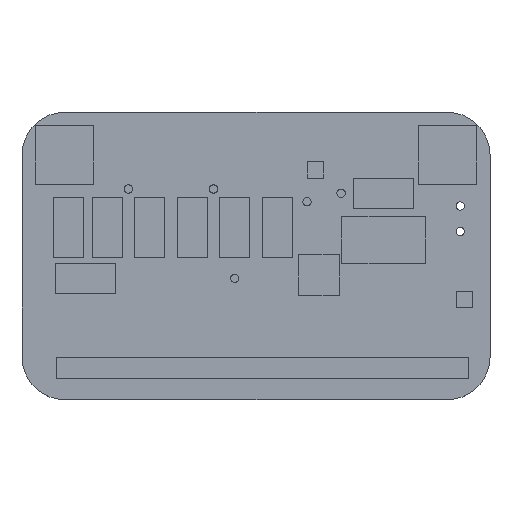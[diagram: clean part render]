
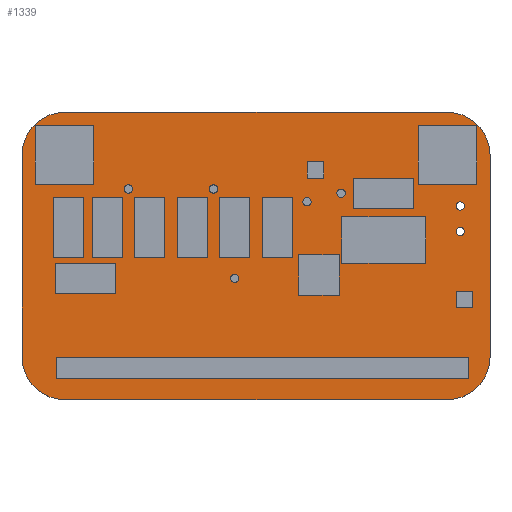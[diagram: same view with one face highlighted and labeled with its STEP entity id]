
A CAD part, top view. The second image highlights one B-rep face of the part: STEP entity #1339.
In plain terms, the highlighted planar face has unit normal (0, 0, 1).
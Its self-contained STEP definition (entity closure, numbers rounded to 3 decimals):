
#107=FACE_BOUND('',#292,.T.);
#108=FACE_BOUND('',#293,.T.);
#109=FACE_BOUND('',#294,.T.);
#110=FACE_BOUND('',#295,.T.);
#111=FACE_BOUND('',#296,.T.);
#112=FACE_BOUND('',#297,.T.);
#113=FACE_BOUND('',#298,.T.);
#114=FACE_BOUND('',#299,.T.);
#115=FACE_BOUND('',#300,.T.);
#116=FACE_BOUND('',#301,.T.);
#117=FACE_BOUND('',#302,.T.);
#118=FACE_BOUND('',#303,.T.);
#119=FACE_BOUND('',#304,.T.);
#120=FACE_BOUND('',#305,.T.);
#121=FACE_BOUND('',#306,.T.);
#122=FACE_BOUND('',#307,.T.);
#123=FACE_BOUND('',#308,.T.);
#124=FACE_BOUND('',#309,.T.);
#125=FACE_BOUND('',#310,.T.);
#149=PLANE('',#1556);
#220=FACE_OUTER_BOUND('',#291,.T.);
#291=EDGE_LOOP('',(#1040,#1041,#1042,#1043,#1044,#1045,#1046,#1047));
#292=EDGE_LOOP('',(#1048));
#293=EDGE_LOOP('',(#1049));
#294=EDGE_LOOP('',(#1050));
#295=EDGE_LOOP('',(#1051));
#296=EDGE_LOOP('',(#1052));
#297=EDGE_LOOP('',(#1053));
#298=EDGE_LOOP('',(#1054));
#299=EDGE_LOOP('',(#1055));
#300=EDGE_LOOP('',(#1056));
#301=EDGE_LOOP('',(#1057));
#302=EDGE_LOOP('',(#1058));
#303=EDGE_LOOP('',(#1059));
#304=EDGE_LOOP('',(#1060));
#305=EDGE_LOOP('',(#1061));
#306=EDGE_LOOP('',(#1062));
#307=EDGE_LOOP('',(#1063));
#308=EDGE_LOOP('',(#1064));
#309=EDGE_LOOP('',(#1065));
#310=EDGE_LOOP('',(#1066));
#394=LINE('',#2158,#513);
#398=LINE('',#2170,#517);
#402=LINE('',#2182,#521);
#406=LINE('',#2194,#525);
#513=VECTOR('',#1768,10.);
#517=VECTOR('',#1780,10.);
#521=VECTOR('',#1792,10.);
#525=VECTOR('',#1804,10.);
#612=CIRCLE('',#1485,1.25);
#614=CIRCLE('',#1488,0.5);
#616=CIRCLE('',#1491,0.5);
#618=CIRCLE('',#1494,0.5);
#620=CIRCLE('',#1497,0.25);
#622=CIRCLE('',#1500,0.5);
#624=CIRCLE('',#1503,0.25);
#626=CIRCLE('',#1506,0.25);
#628=CIRCLE('',#1509,0.25);
#630=CIRCLE('',#1512,0.25);
#632=CIRCLE('',#1515,0.25);
#634=CIRCLE('',#1518,0.25);
#636=CIRCLE('',#1521,0.5);
#638=CIRCLE('',#1524,0.5);
#640=CIRCLE('',#1527,0.5);
#642=CIRCLE('',#1530,0.5);
#644=CIRCLE('',#1533,0.5);
#646=CIRCLE('',#1536,0.5);
#648=CIRCLE('',#1539,1.25);
#650=CIRCLE('',#1543,2.54);
#652=CIRCLE('',#1547,2.54);
#654=CIRCLE('',#1551,2.54);
#656=CIRCLE('',#1555,2.54);
#658=VERTEX_POINT('',#2040);
#660=VERTEX_POINT('',#2046);
#662=VERTEX_POINT('',#2052);
#664=VERTEX_POINT('',#2058);
#666=VERTEX_POINT('',#2064);
#668=VERTEX_POINT('',#2070);
#670=VERTEX_POINT('',#2076);
#672=VERTEX_POINT('',#2082);
#674=VERTEX_POINT('',#2088);
#676=VERTEX_POINT('',#2094);
#678=VERTEX_POINT('',#2100);
#680=VERTEX_POINT('',#2106);
#682=VERTEX_POINT('',#2112);
#684=VERTEX_POINT('',#2118);
#686=VERTEX_POINT('',#2124);
#688=VERTEX_POINT('',#2130);
#690=VERTEX_POINT('',#2136);
#692=VERTEX_POINT('',#2142);
#694=VERTEX_POINT('',#2148);
#697=VERTEX_POINT('',#2155);
#698=VERTEX_POINT('',#2157);
#700=VERTEX_POINT('',#2163);
#702=VERTEX_POINT('',#2169);
#704=VERTEX_POINT('',#2175);
#706=VERTEX_POINT('',#2181);
#708=VERTEX_POINT('',#2187);
#710=VERTEX_POINT('',#2193);
#769=EDGE_CURVE('',#658,#658,#612,.T.);
#772=EDGE_CURVE('',#660,#660,#614,.T.);
#775=EDGE_CURVE('',#662,#662,#616,.T.);
#778=EDGE_CURVE('',#664,#664,#618,.T.);
#781=EDGE_CURVE('',#666,#666,#620,.T.);
#784=EDGE_CURVE('',#668,#668,#622,.T.);
#787=EDGE_CURVE('',#670,#670,#624,.T.);
#790=EDGE_CURVE('',#672,#672,#626,.T.);
#793=EDGE_CURVE('',#674,#674,#628,.T.);
#796=EDGE_CURVE('',#676,#676,#630,.T.);
#799=EDGE_CURVE('',#678,#678,#632,.T.);
#802=EDGE_CURVE('',#680,#680,#634,.T.);
#805=EDGE_CURVE('',#682,#682,#636,.T.);
#808=EDGE_CURVE('',#684,#684,#638,.T.);
#811=EDGE_CURVE('',#686,#686,#640,.T.);
#814=EDGE_CURVE('',#688,#688,#642,.T.);
#817=EDGE_CURVE('',#690,#690,#644,.T.);
#820=EDGE_CURVE('',#692,#692,#646,.T.);
#823=EDGE_CURVE('',#694,#694,#648,.T.);
#826=EDGE_CURVE('',#698,#697,#394,.T.);
#829=EDGE_CURVE('',#700,#698,#650,.T.);
#832=EDGE_CURVE('',#702,#700,#398,.T.);
#835=EDGE_CURVE('',#704,#702,#652,.T.);
#838=EDGE_CURVE('',#706,#704,#402,.T.);
#841=EDGE_CURVE('',#708,#706,#654,.T.);
#844=EDGE_CURVE('',#710,#708,#406,.T.);
#847=EDGE_CURVE('',#697,#710,#656,.T.);
#1040=ORIENTED_EDGE('',*,*,#847,.T.);
#1041=ORIENTED_EDGE('',*,*,#844,.T.);
#1042=ORIENTED_EDGE('',*,*,#841,.T.);
#1043=ORIENTED_EDGE('',*,*,#838,.T.);
#1044=ORIENTED_EDGE('',*,*,#835,.T.);
#1045=ORIENTED_EDGE('',*,*,#832,.T.);
#1046=ORIENTED_EDGE('',*,*,#829,.T.);
#1047=ORIENTED_EDGE('',*,*,#826,.T.);
#1048=ORIENTED_EDGE('',*,*,#769,.T.);
#1049=ORIENTED_EDGE('',*,*,#772,.T.);
#1050=ORIENTED_EDGE('',*,*,#775,.T.);
#1051=ORIENTED_EDGE('',*,*,#778,.T.);
#1052=ORIENTED_EDGE('',*,*,#781,.T.);
#1053=ORIENTED_EDGE('',*,*,#784,.T.);
#1054=ORIENTED_EDGE('',*,*,#787,.T.);
#1055=ORIENTED_EDGE('',*,*,#790,.T.);
#1056=ORIENTED_EDGE('',*,*,#793,.T.);
#1057=ORIENTED_EDGE('',*,*,#796,.T.);
#1058=ORIENTED_EDGE('',*,*,#799,.T.);
#1059=ORIENTED_EDGE('',*,*,#802,.T.);
#1060=ORIENTED_EDGE('',*,*,#805,.T.);
#1061=ORIENTED_EDGE('',*,*,#808,.T.);
#1062=ORIENTED_EDGE('',*,*,#811,.T.);
#1063=ORIENTED_EDGE('',*,*,#814,.T.);
#1064=ORIENTED_EDGE('',*,*,#817,.T.);
#1065=ORIENTED_EDGE('',*,*,#820,.T.);
#1066=ORIENTED_EDGE('',*,*,#823,.T.);
#1339=ADVANCED_FACE('',(#220,#107,#108,#109,#110,#111,#112,#113,#114,#115,
#116,#117,#118,#119,#120,#121,#122,#123,#124,#125),#149,.T.);
#1485=AXIS2_PLACEMENT_3D('',#2042,#1636,#1637);
#1488=AXIS2_PLACEMENT_3D('',#2048,#1643,#1644);
#1491=AXIS2_PLACEMENT_3D('',#2054,#1650,#1651);
#1494=AXIS2_PLACEMENT_3D('',#2060,#1657,#1658);
#1497=AXIS2_PLACEMENT_3D('',#2066,#1664,#1665);
#1500=AXIS2_PLACEMENT_3D('',#2072,#1671,#1672);
#1503=AXIS2_PLACEMENT_3D('',#2078,#1678,#1679);
#1506=AXIS2_PLACEMENT_3D('',#2084,#1685,#1686);
#1509=AXIS2_PLACEMENT_3D('',#2090,#1692,#1693);
#1512=AXIS2_PLACEMENT_3D('',#2096,#1699,#1700);
#1515=AXIS2_PLACEMENT_3D('',#2102,#1706,#1707);
#1518=AXIS2_PLACEMENT_3D('',#2108,#1713,#1714);
#1521=AXIS2_PLACEMENT_3D('',#2114,#1720,#1721);
#1524=AXIS2_PLACEMENT_3D('',#2120,#1727,#1728);
#1527=AXIS2_PLACEMENT_3D('',#2126,#1734,#1735);
#1530=AXIS2_PLACEMENT_3D('',#2132,#1741,#1742);
#1533=AXIS2_PLACEMENT_3D('',#2138,#1748,#1749);
#1536=AXIS2_PLACEMENT_3D('',#2144,#1755,#1756);
#1539=AXIS2_PLACEMENT_3D('',#2150,#1762,#1763);
#1543=AXIS2_PLACEMENT_3D('',#2164,#1774,#1775);
#1547=AXIS2_PLACEMENT_3D('',#2176,#1786,#1787);
#1551=AXIS2_PLACEMENT_3D('',#2188,#1798,#1799);
#1555=AXIS2_PLACEMENT_3D('',#2198,#1810,#1811);
#1556=AXIS2_PLACEMENT_3D('',#2199,#1812,#1813);
#1636=DIRECTION('center_axis',(0.,0.,-1.));
#1637=DIRECTION('ref_axis',(1.,0.,0.));
#1643=DIRECTION('center_axis',(0.,0.,-1.));
#1644=DIRECTION('ref_axis',(1.,0.,0.));
#1650=DIRECTION('center_axis',(0.,0.,-1.));
#1651=DIRECTION('ref_axis',(1.,0.,0.));
#1657=DIRECTION('center_axis',(0.,0.,-1.));
#1658=DIRECTION('ref_axis',(1.,0.,0.));
#1664=DIRECTION('center_axis',(0.,0.,-1.));
#1665=DIRECTION('ref_axis',(1.,0.,0.));
#1671=DIRECTION('center_axis',(0.,0.,-1.));
#1672=DIRECTION('ref_axis',(1.,0.,0.));
#1678=DIRECTION('center_axis',(0.,0.,-1.));
#1679=DIRECTION('ref_axis',(1.,0.,0.));
#1685=DIRECTION('center_axis',(0.,0.,-1.));
#1686=DIRECTION('ref_axis',(1.,0.,0.));
#1692=DIRECTION('center_axis',(0.,0.,-1.));
#1693=DIRECTION('ref_axis',(1.,0.,0.));
#1699=DIRECTION('center_axis',(0.,0.,-1.));
#1700=DIRECTION('ref_axis',(1.,0.,0.));
#1706=DIRECTION('center_axis',(0.,0.,-1.));
#1707=DIRECTION('ref_axis',(1.,0.,0.));
#1713=DIRECTION('center_axis',(0.,0.,-1.));
#1714=DIRECTION('ref_axis',(1.,0.,0.));
#1720=DIRECTION('center_axis',(0.,0.,-1.));
#1721=DIRECTION('ref_axis',(1.,0.,0.));
#1727=DIRECTION('center_axis',(0.,0.,-1.));
#1728=DIRECTION('ref_axis',(1.,0.,0.));
#1734=DIRECTION('center_axis',(0.,0.,-1.));
#1735=DIRECTION('ref_axis',(1.,0.,0.));
#1741=DIRECTION('center_axis',(0.,0.,-1.));
#1742=DIRECTION('ref_axis',(1.,0.,0.));
#1748=DIRECTION('center_axis',(0.,0.,-1.));
#1749=DIRECTION('ref_axis',(1.,0.,0.));
#1755=DIRECTION('center_axis',(0.,0.,-1.));
#1756=DIRECTION('ref_axis',(1.,0.,0.));
#1762=DIRECTION('center_axis',(0.,0.,-1.));
#1763=DIRECTION('ref_axis',(1.,0.,0.));
#1768=DIRECTION('',(1.,0.,0.));
#1774=DIRECTION('center_axis',(0.,0.,1.));
#1775=DIRECTION('ref_axis',(-1.,0.,0.));
#1780=DIRECTION('',(0.,-1.,0.));
#1786=DIRECTION('center_axis',(0.,0.,1.));
#1787=DIRECTION('ref_axis',(0.,1.,0.));
#1792=DIRECTION('',(-1.,0.,0.));
#1798=DIRECTION('center_axis',(0.,0.,1.));
#1799=DIRECTION('ref_axis',(1.,0.,0.));
#1804=DIRECTION('',(0.,1.,0.));
#1810=DIRECTION('center_axis',(0.,0.,1.));
#1811=DIRECTION('ref_axis',(0.,-1.,0.));
#1812=DIRECTION('center_axis',(0.,0.,1.));
#1813=DIRECTION('ref_axis',(1.,0.,0.));
#2040=CARTESIAN_POINT('',(24.15,14.478,1.57));
#2042=CARTESIAN_POINT('Origin',(25.4,14.478,1.57));
#2046=CARTESIAN_POINT('',(4.58,1.778,1.57));
#2048=CARTESIAN_POINT('Origin',(5.08,1.778,1.57));
#2052=CARTESIAN_POINT('',(9.66,1.778,1.57));
#2054=CARTESIAN_POINT('Origin',(10.16,1.778,1.57));
#2058=CARTESIAN_POINT('',(14.74,1.778,1.57));
#2060=CARTESIAN_POINT('Origin',(15.24,1.778,1.57));
#2064=CARTESIAN_POINT('',(6.1,12.446,1.57));
#2066=CARTESIAN_POINT('Origin',(6.35,12.446,1.57));
#2070=CARTESIAN_POINT('',(22.36,1.778,1.57));
#2072=CARTESIAN_POINT('Origin',(22.86,1.778,1.57));
#2076=CARTESIAN_POINT('',(12.45,7.112,1.57));
#2078=CARTESIAN_POINT('Origin',(12.7,7.112,1.57));
#2082=CARTESIAN_POINT('',(25.912,9.906,1.57));
#2084=CARTESIAN_POINT('Origin',(26.162,9.906,1.57));
#2088=CARTESIAN_POINT('',(18.8,12.192,1.57));
#2090=CARTESIAN_POINT('Origin',(19.05,12.192,1.57));
#2094=CARTESIAN_POINT('',(11.18,12.446,1.57));
#2096=CARTESIAN_POINT('Origin',(11.43,12.446,1.57));
#2100=CARTESIAN_POINT('',(25.912,11.43,1.57));
#2102=CARTESIAN_POINT('Origin',(26.162,11.43,1.57));
#2106=CARTESIAN_POINT('',(16.768,11.684,1.57));
#2108=CARTESIAN_POINT('Origin',(17.018,11.684,1.57));
#2112=CARTESIAN_POINT('',(24.9,1.778,1.57));
#2114=CARTESIAN_POINT('Origin',(25.4,1.778,1.57));
#2118=CARTESIAN_POINT('',(19.82,1.778,1.57));
#2120=CARTESIAN_POINT('Origin',(20.32,1.778,1.57));
#2124=CARTESIAN_POINT('',(17.28,1.778,1.57));
#2126=CARTESIAN_POINT('Origin',(17.78,1.778,1.57));
#2130=CARTESIAN_POINT('',(12.2,1.778,1.57));
#2132=CARTESIAN_POINT('Origin',(12.7,1.778,1.57));
#2136=CARTESIAN_POINT('',(7.12,1.778,1.57));
#2138=CARTESIAN_POINT('Origin',(7.62,1.778,1.57));
#2142=CARTESIAN_POINT('',(2.04,1.778,1.57));
#2144=CARTESIAN_POINT('Origin',(2.54,1.778,1.57));
#2148=CARTESIAN_POINT('',(1.29,14.478,1.57));
#2150=CARTESIAN_POINT('Origin',(2.54,14.478,1.57));
#2155=CARTESIAN_POINT('',(25.4,-0.127,1.57));
#2157=CARTESIAN_POINT('',(2.54,-0.127,1.57));
#2158=CARTESIAN_POINT('',(25.4,-0.127,1.57));
#2163=CARTESIAN_POINT('',(0.,2.413,1.57));
#2164=CARTESIAN_POINT('Origin',(2.54,2.413,1.57));
#2169=CARTESIAN_POINT('',(0.,14.478,1.57));
#2170=CARTESIAN_POINT('',(0.,2.413,1.57));
#2175=CARTESIAN_POINT('',(2.54,17.018,1.57));
#2176=CARTESIAN_POINT('Origin',(2.54,14.478,1.57));
#2181=CARTESIAN_POINT('',(25.4,17.018,1.57));
#2182=CARTESIAN_POINT('',(2.54,17.018,1.57));
#2187=CARTESIAN_POINT('',(27.94,14.478,1.57));
#2188=CARTESIAN_POINT('Origin',(25.4,14.478,1.57));
#2193=CARTESIAN_POINT('',(27.94,2.413,1.57));
#2194=CARTESIAN_POINT('',(27.94,14.478,1.57));
#2198=CARTESIAN_POINT('Origin',(25.4,2.413,1.57));
#2199=CARTESIAN_POINT('Origin',(13.97,8.446,1.57));
